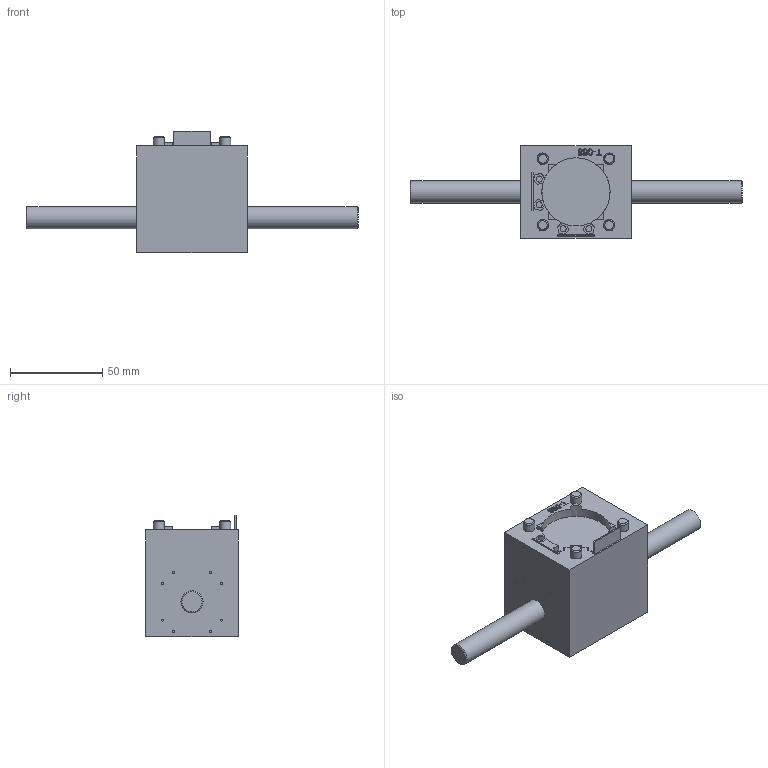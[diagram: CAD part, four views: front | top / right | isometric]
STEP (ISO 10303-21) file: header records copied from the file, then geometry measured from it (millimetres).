
FILE_DESCRIPTION(/* description */ ('Unknown'),/* implementation_level */ '2;1');
FILE_NAME(/* name */ 'A-0000043-Kegelradantrieb50',/* time_stamp */ '2020-03-19T06:30:30+01:00',/* author */ ('Unknown'),/* organization */ ('Unknown'),/* preprocessor_version */ 'ST-DEVELOPER v16.7',/* originating_system */ 'Solid Edge',/* authorisation */ 'Unknown');
FILE_SCHEMA (('AUTOMOTIVE_DESIGN {1 0 10303 214 3 1 1}'));
Products named in the file (1): A-0000043-Kegelradantrieb50-dy
Bounding box: 180 x 50 x 66.01 mm (x, y, z)
Volume: 181723.3 mm3; surface area: 27380.3 mm2
Topology: 1 solids, 13 shells, 434 faces, 1087 edges, 725 vertices
Faces by surface type: plane 172, cylinder 145, bspline 111, cone 6
Full cylindrical faces by diameter (mm): 1 x16, 3.3 x4, 6 x4, 6.2 x8, 12 x2, 37 x1
Entity records: 255018 total; most frequent: CARTESIAN_POINT 243208, ORIENTED_EDGE 2050, DIRECTION 1382, EDGE_CURVE 1025, VERTEX_POINT 709, EDGE_LOOP 530, FACE_BOUND 530, AXIS2_PLACEMENT_3D 475
